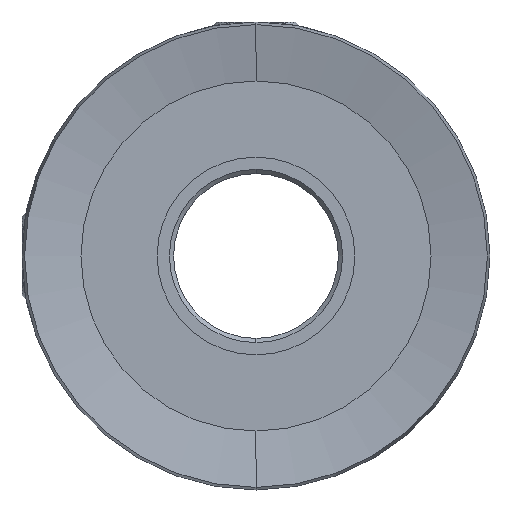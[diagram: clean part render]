
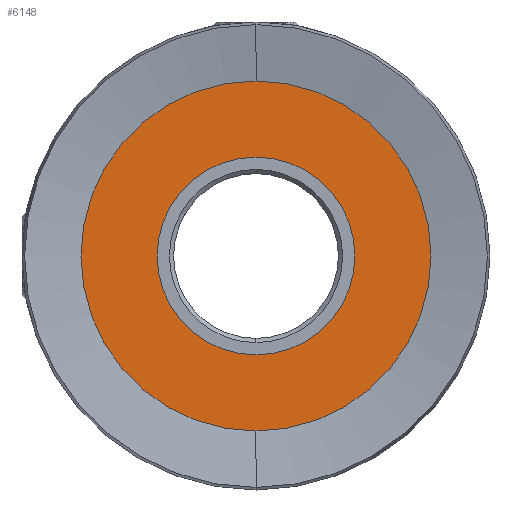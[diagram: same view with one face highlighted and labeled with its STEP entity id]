
A CAD part, left-side view. The second image highlights one B-rep face of the part: STEP entity #6148.
In plain terms, the highlighted planar face has unit normal (-1, 0, 0).
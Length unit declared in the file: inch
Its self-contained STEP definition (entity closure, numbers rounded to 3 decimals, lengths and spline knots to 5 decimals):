
#99 = CARTESIAN_POINT ( 'NONE',  ( -0.22725, 0., 0. ) ) ;
#340 = CIRCLE ( 'NONE', #5872, 0.15 ) ;
#744 = DIRECTION ( 'NONE',  ( 0., 0., 1. ) ) ;
#772 = ORIENTED_EDGE ( 'NONE', *, *, #6265, .T. ) ;
#854 = AXIS2_PLACEMENT_3D ( 'NONE', #3481, #9533, #4341 ) ;
#996 = DIRECTION ( 'NONE',  ( 0., 0., 1. ) ) ;
#1043 = VERTEX_POINT ( 'NONE', #4330 ) ;
#1170 = AXIS2_PLACEMENT_3D ( 'NONE', #11109, #5922, #744 ) ;
#1512 = EDGE_LOOP ( 'NONE', ( #772, #9130 ) ) ;
#1726 = FACE_OUTER_BOUND ( 'NONE', #1512, .T. ) ;
#1829 = CARTESIAN_POINT ( 'NONE',  ( -0.22725, 0., 0. ) ) ;
#2531 = CIRCLE ( 'NONE', #854, 0.15 ) ;
#2714 = DIRECTION ( 'NONE',  ( 0., 0., 1. ) ) ;
#3481 = CARTESIAN_POINT ( 'NONE',  ( -0.22725, 0., 0. ) ) ;
#3610 = CARTESIAN_POINT ( 'NONE',  ( -0.22725, 0., -0.15 ) ) ;
#3792 = AXIS2_PLACEMENT_3D ( 'NONE', #4195, #5066, #11119 ) ;
#4001 = CARTESIAN_POINT ( 'NONE',  ( -0.22725, 0., -0.2655 ) ) ;
#4085 = EDGE_CURVE ( 'NONE', #7510, #1043, #2531, .T. ) ;
#4195 = CARTESIAN_POINT ( 'NONE',  ( -0.22725, 0.2655, 0. ) ) ;
#4330 = CARTESIAN_POINT ( 'NONE',  ( -0.22725, 0., 0.15 ) ) ;
#4341 = DIRECTION ( 'NONE',  ( 0., 0., 1. ) ) ;
#4681 = EDGE_CURVE ( 'NONE', #10762, #9954, #8605, .T. ) ;
#4741 = ORIENTED_EDGE ( 'NONE', *, *, #9581, .F. ) ;
#5066 = DIRECTION ( 'NONE',  ( -1., 0., 0. ) ) ;
#5399 = ORIENTED_EDGE ( 'NONE', *, *, #4085, .F. ) ;
#5872 = AXIS2_PLACEMENT_3D ( 'NONE', #99, #6163, #996 ) ;
#5922 = DIRECTION ( 'NONE',  ( -1., 0., 0. ) ) ;
#6148 = ADVANCED_FACE ( 'NONE', ( #1726, #7817 ), #9392, .T. ) ;
#6163 = DIRECTION ( 'NONE',  ( -1., 0., 0. ) ) ;
#6265 = EDGE_CURVE ( 'NONE', #9954, #10762, #9033, .T. ) ;
#7267 = AXIS2_PLACEMENT_3D ( 'NONE', #1829, #7881, #2714 ) ;
#7510 = VERTEX_POINT ( 'NONE', #3610 ) ;
#7817 = FACE_BOUND ( 'NONE', #10562, .T. ) ;
#7881 = DIRECTION ( 'NONE',  ( -1., 0., 0. ) ) ;
#8605 = CIRCLE ( 'NONE', #1170, 0.2655 ) ;
#9033 = CIRCLE ( 'NONE', #7267, 0.2655 ) ;
#9130 = ORIENTED_EDGE ( 'NONE', *, *, #4681, .T. ) ;
#9392 = PLANE ( 'NONE',  #3792 ) ;
#9533 = DIRECTION ( 'NONE',  ( -1., 0., 0. ) ) ;
#9581 = EDGE_CURVE ( 'NONE', #1043, #7510, #340, .T. ) ;
#9944 = CARTESIAN_POINT ( 'NONE',  ( -0.22725, 0., 0.2655 ) ) ;
#9954 = VERTEX_POINT ( 'NONE', #9944 ) ;
#10562 = EDGE_LOOP ( 'NONE', ( #4741, #5399 ) ) ;
#10762 = VERTEX_POINT ( 'NONE', #4001 ) ;
#11109 = CARTESIAN_POINT ( 'NONE',  ( -0.22725, 0., 0. ) ) ;
#11119 = DIRECTION ( 'NONE',  ( 0., 0., 1. ) ) ;
